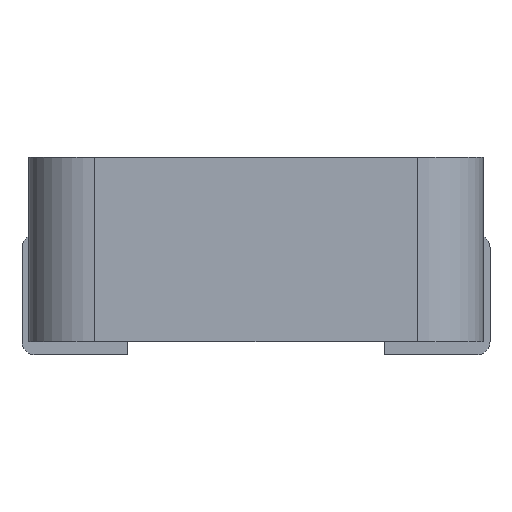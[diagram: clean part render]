
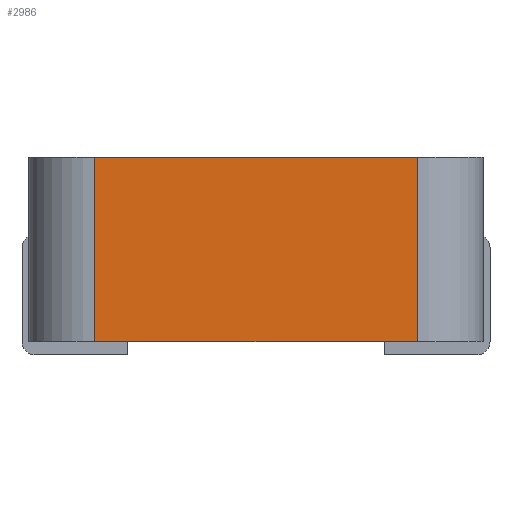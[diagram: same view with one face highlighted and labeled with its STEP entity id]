
A CAD part, front view. The second image highlights one B-rep face of the part: STEP entity #2986.
In plain terms, the highlighted planar face has unit normal (0, -1, 0).
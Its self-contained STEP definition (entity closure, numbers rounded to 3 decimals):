
#161=ORIENTED_EDGE('',*,*,#813,.T.);
#162=ORIENTED_EDGE('',*,*,#814,.F.);
#163=ORIENTED_EDGE('',*,*,#815,.F.);
#164=ORIENTED_EDGE('',*,*,#816,.T.);
#813=EDGE_CURVE('',#1138,#1139,#1358,.T.);
#814=EDGE_CURVE('',#1140,#1139,#1359,.T.);
#815=EDGE_CURVE('',#1141,#1140,#1360,.T.);
#816=EDGE_CURVE('',#1141,#1138,#1361,.T.);
#1138=VERTEX_POINT('',#3798);
#1139=VERTEX_POINT('',#3799);
#1140=VERTEX_POINT('',#3801);
#1141=VERTEX_POINT('',#3803);
#1358=LINE('',#3797,#1587);
#1359=LINE('',#3800,#1588);
#1360=LINE('',#3802,#1589);
#1361=LINE('',#3804,#1590);
#1587=VECTOR('',#3279,1000.);
#1588=VECTOR('',#3280,1000.);
#1589=VECTOR('',#3281,1000.);
#1590=VECTOR('',#3282,1000.);
#1789=EDGE_LOOP('',(#161,#162,#163,#164));
#1916=FACE_BOUND('',#1789,.T.);
#2043=PLANE('',#3110);
#2986=ADVANCED_FACE('',(#1916),#2043,.F.);
#3110=AXIS2_PLACEMENT_3D('',#3796,#3277,#3278);
#3277=DIRECTION('',(0.,1.,0.));
#3278=DIRECTION('',(0.,0.,1.));
#3279=DIRECTION('',(-1.,0.,0.));
#3280=DIRECTION('',(0.,0.,1.));
#3281=DIRECTION('',(-1.,0.,0.));
#3282=DIRECTION('',(0.,0.,1.));
#3796=CARTESIAN_POINT('',(-2.55,-3.3,-2.8));
#3797=CARTESIAN_POINT('',(-2.55,-3.3,0.));
#3798=CARTESIAN_POINT('',(2.45,-3.3,0.));
#3799=CARTESIAN_POINT('',(-2.45,-3.3,0.));
#3800=CARTESIAN_POINT('',(-2.45,-3.3,-2.8));
#3801=CARTESIAN_POINT('',(-2.45,-3.3,-2.8));
#3802=CARTESIAN_POINT('',(-2.55,-3.3,-2.8));
#3803=CARTESIAN_POINT('',(2.45,-3.3,-2.8));
#3804=CARTESIAN_POINT('',(2.45,-3.3,-2.8));
